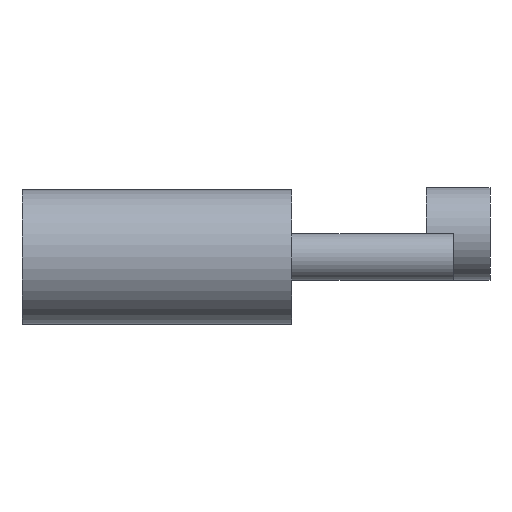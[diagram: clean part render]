
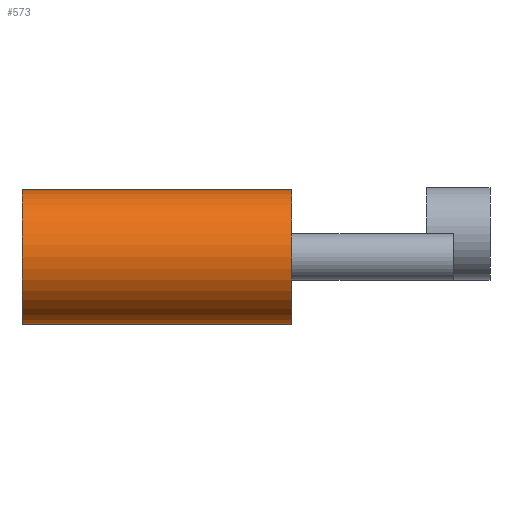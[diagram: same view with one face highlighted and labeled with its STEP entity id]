
A CAD part, left-side view. The second image highlights one B-rep face of the part: STEP entity #573.
In plain terms, the highlighted cylindrical face has radius 5 mm (diameter 10 mm), a partial arc.
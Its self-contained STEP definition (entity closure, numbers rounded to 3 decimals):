
#2 = EDGE_CURVE ( 'NONE', #480, #184, #626, .T. ) ;
#38 = DIRECTION ( 'NONE',  ( 0., 1., 0. ) ) ;
#56 = EDGE_LOOP ( 'NONE', ( #59, #447, #398, #594 ) ) ;
#59 = ORIENTED_EDGE ( 'NONE', *, *, #453, .F. ) ;
#102 = DIRECTION ( 'NONE',  ( 0., 1., 0. ) ) ;
#112 = CARTESIAN_POINT ( 'NONE',  ( -20., 34.715, -1.715 ) ) ;
#184 = VERTEX_POINT ( 'NONE', #803 ) ;
#192 = DIRECTION ( 'NONE',  ( 0., 0., 1. ) ) ;
#246 = CARTESIAN_POINT ( 'NONE',  ( -20., 14.715, -6.715 ) ) ;
#277 = CARTESIAN_POINT ( 'NONE',  ( -20., 14.715, 3.285 ) ) ;
#282 = CARTESIAN_POINT ( 'NONE',  ( -20., 14.715, -1.715 ) ) ;
#305 = CIRCLE ( 'NONE', #564, 5. ) ;
#353 = FACE_OUTER_BOUND ( 'NONE', #56, .T. ) ;
#363 = VECTOR ( 'NONE', #38, 1000. ) ;
#369 = DIRECTION ( 'NONE',  ( 0., 0., 1. ) ) ;
#386 = DIRECTION ( 'NONE',  ( 0., 0., 1. ) ) ;
#398 = ORIENTED_EDGE ( 'NONE', *, *, #2, .T. ) ;
#447 = ORIENTED_EDGE ( 'NONE', *, *, #567, .T. ) ;
#453 = EDGE_CURVE ( 'NONE', #860, #570, #679, .T. ) ;
#480 = VERTEX_POINT ( 'NONE', #277 ) ;
#481 = CARTESIAN_POINT ( 'NONE',  ( -20., 14.715, -6.715 ) ) ;
#564 = AXIS2_PLACEMENT_3D ( 'NONE', #112, #102, #386 ) ;
#567 = EDGE_CURVE ( 'NONE', #860, #480, #930, .T. ) ;
#570 = VERTEX_POINT ( 'NONE', #624 ) ;
#573 = ADVANCED_FACE ( 'NONE', ( #353 ), #857, .T. ) ;
#578 = AXIS2_PLACEMENT_3D ( 'NONE', #282, #707, #369 ) ;
#586 = CARTESIAN_POINT ( 'NONE',  ( -20., 14.715, -1.715 ) ) ;
#594 = ORIENTED_EDGE ( 'NONE', *, *, #781, .F. ) ;
#622 = AXIS2_PLACEMENT_3D ( 'NONE', #586, #878, #192 ) ;
#624 = CARTESIAN_POINT ( 'NONE',  ( -20., 34.715, -6.715 ) ) ;
#626 = LINE ( 'NONE', #922, #836 ) ;
#679 = LINE ( 'NONE', #481, #363 ) ;
#707 = DIRECTION ( 'NONE',  ( 0., 1., 0. ) ) ;
#752 = DIRECTION ( 'NONE',  ( 0., 1., 0. ) ) ;
#781 = EDGE_CURVE ( 'NONE', #570, #184, #305, .T. ) ;
#803 = CARTESIAN_POINT ( 'NONE',  ( -20., 34.715, 3.285 ) ) ;
#836 = VECTOR ( 'NONE', #752, 1000. ) ;
#857 = CYLINDRICAL_SURFACE ( 'NONE', #578, 5. ) ;
#860 = VERTEX_POINT ( 'NONE', #246 ) ;
#878 = DIRECTION ( 'NONE',  ( 0., 1., 0. ) ) ;
#922 = CARTESIAN_POINT ( 'NONE',  ( -20., 14.715, 3.285 ) ) ;
#930 = CIRCLE ( 'NONE', #622, 5. ) ;
